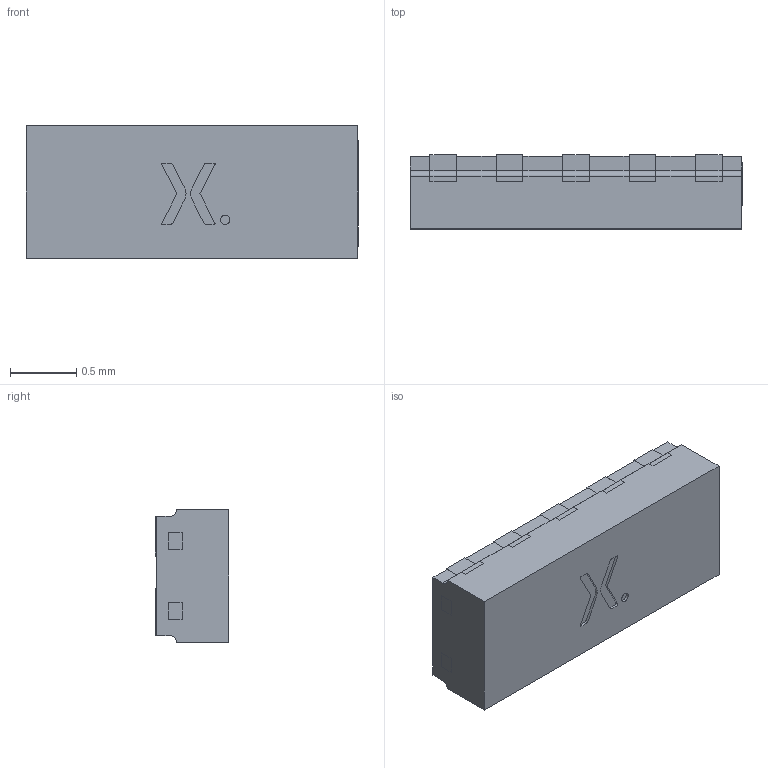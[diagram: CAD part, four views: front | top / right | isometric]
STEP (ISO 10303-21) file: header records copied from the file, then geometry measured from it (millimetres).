
FILE_DESCRIPTION (( '3D model for products with SOT1176D package' ), '1' );
FILE_NAME ('SOT1176D.STEP', '2023-01-26T05:17:34', ( 'Packaging R&D' ), ( 'Nexperia' ), 'SwSTEP 2.0', 'SolidWorks 2022', '' );
FILE_SCHEMA (( 'AUTOMOTIVE_DESIGN' ));
Length unit declared in the file: millimetre
Products named in the file (3): SOT1176D Mold body; SOT1176D LF; SOT1176D
Assembly tree (2 placements, depth 2):
  SOT1176D
    SOT1176D LF
    SOT1176D Mold body
Bounding box: 2.5 x 0.56 x 1 mm (x, y, z)
Volume: 1.3 mm3; surface area: 13.7 mm2
Topology: 15 solids, 15 shells, 248 faces, 633 edges, 422 vertices
Faces by surface type: plane 211, cylinder 37
Entity records: 8012 total; most frequent: CARTESIAN_POINT 1308, ORIENTED_EDGE 1266, DIRECTION 1213, EDGE_CURVE 633, LINE 559, VECTOR 559, VERTEX_POINT 422, AXIS2_PLACEMENT_3D 327
